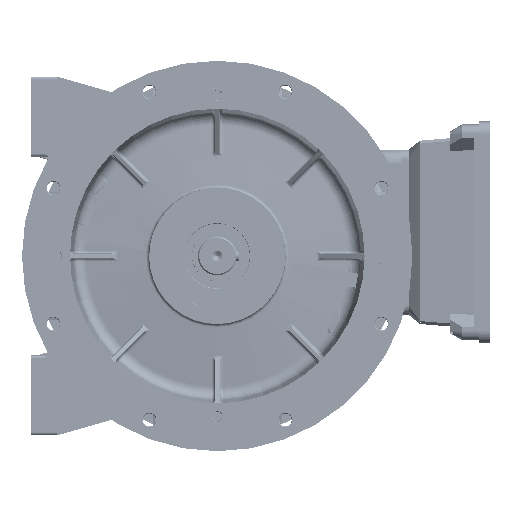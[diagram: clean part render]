
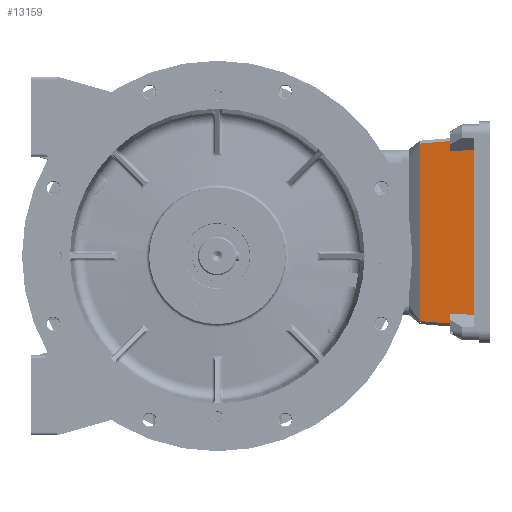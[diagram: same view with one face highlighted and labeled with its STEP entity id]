
A CAD part, left-side view. The second image highlights one B-rep face of the part: STEP entity #13159.
In plain terms, the highlighted face is planar.
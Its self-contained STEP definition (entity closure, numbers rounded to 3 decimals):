
#5819 = LINE ( 'NONE', #160324, #148327 ) ;
#7379 = PLANE ( 'NONE',  #232479 ) ;
#10793 = LINE ( 'NONE', #186740, #262448 ) ;
#13159 = ADVANCED_FACE ( 'NONE', ( #201978 ), #7379, .F. ) ;
#15046 = LINE ( 'NONE', #253922, #61687 ) ;
#18814 = DIRECTION ( 'NONE',  ( -0.082, -0.082, 0.993 ) ) ;
#19143 = VERTEX_POINT ( 'NONE', #217308 ) ;
#24846 = ORIENTED_EDGE ( 'NONE', *, *, #25793, .F. ) ;
#25793 = EDGE_CURVE ( 'NONE', #45703, #106422, #5819, .T. ) ;
#25940 = DIRECTION ( 'NONE',  ( 0.082, -0.082, 0.993 ) ) ;
#27442 = DIRECTION ( 'NONE',  ( 0., 0.997, 0.082 ) ) ;
#27901 = EDGE_CURVE ( 'NONE', #108792, #125293, #15046, .T. ) ;
#28860 = CARTESIAN_POINT ( 'NONE',  ( 297.5, -22.5, 121. ) ) ;
#31131 = ORIENTED_EDGE ( 'NONE', *, *, #126644, .T. ) ;
#31151 = CARTESIAN_POINT ( 'NONE',  ( 277.952, -20.58, 97.7 ) ) ;
#32017 = VECTOR ( 'NONE', #145007, 1000. ) ;
#45703 = VERTEX_POINT ( 'NONE', #31151 ) ;
#57721 = LINE ( 'NONE', #208005, #32017 ) ;
#61687 = VECTOR ( 'NONE', #259529, 1000. ) ;
#67442 = CARTESIAN_POINT ( 'NONE',  ( 290., -15., 30. ) ) ;
#69682 = ORIENTED_EDGE ( 'NONE', *, *, #27901, .F. ) ;
#83211 = CARTESIAN_POINT ( 'NONE',  ( 2.12, -20.507, 96.82 ) ) ;
#83549 = ORIENTED_EDGE ( 'NONE', *, *, #169539, .F. ) ;
#91857 = DIRECTION ( 'NONE',  ( 0., -0.082, 0.997 ) ) ;
#98242 = EDGE_LOOP ( 'NONE', ( #106489, #69682, #130974, #31131, #24846, #211876, #83549, #186806 ) ) ;
#106422 = VERTEX_POINT ( 'NONE', #187945 ) ;
#106489 = ORIENTED_EDGE ( 'NONE', *, *, #254692, .F. ) ;
#108792 = VERTEX_POINT ( 'NONE', #169097 ) ;
#110179 = DIRECTION ( 'NONE',  ( 1., 0., 0. ) ) ;
#116474 = DIRECTION ( 'NONE',  ( 1., 0., 0. ) ) ;
#125293 = VERTEX_POINT ( 'NONE', #200756 ) ;
#126644 = EDGE_CURVE ( 'NONE', #203657, #106422, #263400, .T. ) ;
#130974 = ORIENTED_EDGE ( 'NONE', *, *, #246487, .F. ) ;
#137906 = LINE ( 'NONE', #202285, #177508 ) ;
#139967 = CARTESIAN_POINT ( 'NONE',  ( 0.127, -22.5, 121. ) ) ;
#145007 = DIRECTION ( 'NONE',  ( -0.082, 0.082, -0.993 ) ) ;
#148327 = VECTOR ( 'NONE', #266167, 1000. ) ;
#148537 = EDGE_CURVE ( 'NONE', #19143, #275155, #241933, .T. ) ;
#154470 = CARTESIAN_POINT ( 'NONE',  ( -17.5, -22.5, 121. ) ) ;
#160324 = CARTESIAN_POINT ( 'NONE',  ( 297.5, -20.58, 97.7 ) ) ;
#161473 = CARTESIAN_POINT ( 'NONE',  ( 279.873, -22.5, 121. ) ) ;
#163854 = VERTEX_POINT ( 'NONE', #161473 ) ;
#169097 = CARTESIAN_POINT ( 'NONE',  ( -10., -15., 30. ) ) ;
#169539 = EDGE_CURVE ( 'NONE', #275155, #163854, #240317, .T. ) ;
#173229 = EDGE_CURVE ( 'NONE', #163854, #45703, #57721, .T. ) ;
#177508 = VECTOR ( 'NONE', #116474, 1000. ) ;
#186497 = VECTOR ( 'NONE', #25940, 1000. ) ;
#186740 = CARTESIAN_POINT ( 'NONE',  ( 290., -15., 30. ) ) ;
#186806 = ORIENTED_EDGE ( 'NONE', *, *, #148537, .F. ) ;
#187209 = CARTESIAN_POINT ( 'NONE',  ( 290., -15., 30. ) ) ;
#187945 = CARTESIAN_POINT ( 'NONE',  ( 295.58, -20.58, 97.7 ) ) ;
#200756 = CARTESIAN_POINT ( 'NONE',  ( -15.58, -20.58, 97.7 ) ) ;
#201978 = FACE_OUTER_BOUND ( 'NONE', #98242, .T. ) ;
#202285 = CARTESIAN_POINT ( 'NONE',  ( 297.5, -20.58, 97.7 ) ) ;
#203657 = VERTEX_POINT ( 'NONE', #187209 ) ;
#208005 = CARTESIAN_POINT ( 'NONE',  ( 279.991, -22.618, 122.433 ) ) ;
#211876 = ORIENTED_EDGE ( 'NONE', *, *, #173229, .F. ) ;
#217308 = CARTESIAN_POINT ( 'NONE',  ( 2.048, -20.58, 97.7 ) ) ;
#231528 = VECTOR ( 'NONE', #110179, 1000. ) ;
#232479 = AXIS2_PLACEMENT_3D ( 'NONE', #28860, #27442, #91857 ) ;
#240317 = LINE ( 'NONE', #154470, #231528 ) ;
#241933 = LINE ( 'NONE', #83211, #267505 ) ;
#246487 = EDGE_CURVE ( 'NONE', #203657, #108792, #10793, .T. ) ;
#253922 = CARTESIAN_POINT ( 'NONE',  ( -10., -15., 30. ) ) ;
#254692 = EDGE_CURVE ( 'NONE', #125293, #19143, #137906, .T. ) ;
#259529 = DIRECTION ( 'NONE',  ( -0.082, -0.082, 0.993 ) ) ;
#262448 = VECTOR ( 'NONE', #273942, 1000. ) ;
#263400 = LINE ( 'NONE', #67442, #186497 ) ;
#266167 = DIRECTION ( 'NONE',  ( 1., 0., 0. ) ) ;
#267505 = VECTOR ( 'NONE', #18814, 1000. ) ;
#273942 = DIRECTION ( 'NONE',  ( -1., 0., 0. ) ) ;
#275155 = VERTEX_POINT ( 'NONE', #139967 ) ;
